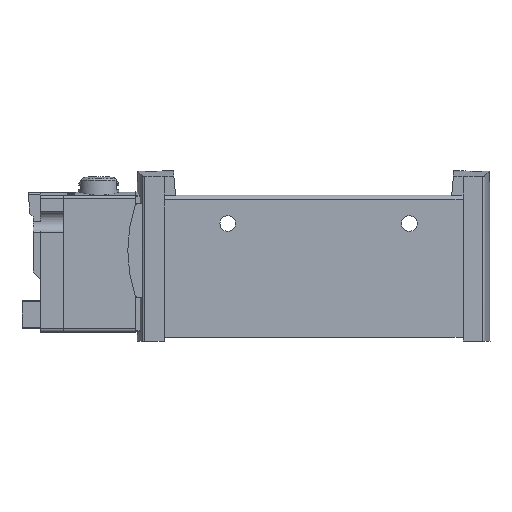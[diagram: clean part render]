
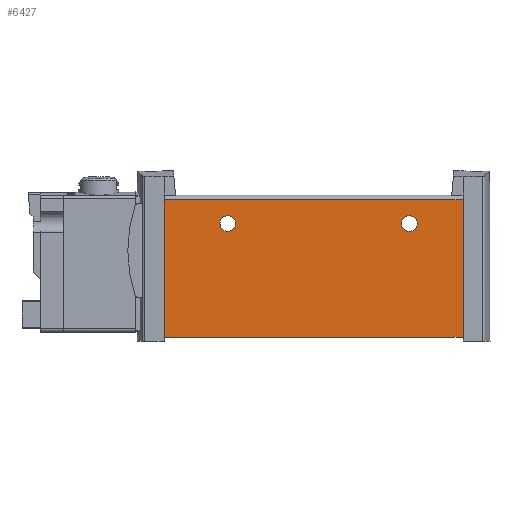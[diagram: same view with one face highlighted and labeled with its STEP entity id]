
A CAD part, top view. The second image highlights one B-rep face of the part: STEP entity #6427.
In plain terms, the highlighted planar face has unit normal (0, 0, 1).
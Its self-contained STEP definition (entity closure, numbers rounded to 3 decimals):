
#67=PLANE('',#6906);
#410=LINE('',#9854,#1092);
#413=LINE('',#9864,#1095);
#414=LINE('',#9866,#1096);
#415=LINE('',#9868,#1097);
#1092=VECTOR('',#7741,1000.);
#1095=VECTOR('',#7752,1000.);
#1096=VECTOR('',#7753,1000.);
#1097=VECTOR('',#7754,1000.);
#1739=CIRCLE('',#6907,1.6);
#1740=CIRCLE('',#6908,1.6);
#2179=ORIENTED_EDGE('',*,*,#4054,.F.);
#2180=ORIENTED_EDGE('',*,*,#4055,.F.);
#2181=ORIENTED_EDGE('',*,*,#4056,.T.);
#2182=ORIENTED_EDGE('',*,*,#4057,.F.);
#2183=ORIENTED_EDGE('',*,*,#4058,.F.);
#2184=ORIENTED_EDGE('',*,*,#4050,.T.);
#4050=EDGE_CURVE('',#4980,#4979,#410,.T.);
#4054=EDGE_CURVE('',#4981,#4981,#1739,.T.);
#4055=EDGE_CURVE('',#4982,#4982,#1740,.T.);
#4056=EDGE_CURVE('',#4979,#4983,#413,.T.);
#4057=EDGE_CURVE('',#4984,#4983,#414,.T.);
#4058=EDGE_CURVE('',#4980,#4984,#415,.T.);
#4979=VERTEX_POINT('',#9853);
#4980=VERTEX_POINT('',#9855);
#4981=VERTEX_POINT('',#9861);
#4982=VERTEX_POINT('',#9863);
#4983=VERTEX_POINT('',#9865);
#4984=VERTEX_POINT('',#9867);
#5505=EDGE_LOOP('',(#2179));
#5506=EDGE_LOOP('',(#2180));
#5507=EDGE_LOOP('',(#2181,#2182,#2183,#2184));
#5930=FACE_BOUND('',#5505,.T.);
#5931=FACE_BOUND('',#5506,.T.);
#5932=FACE_BOUND('',#5507,.T.);
#6427=ADVANCED_FACE('',(#5930,#5931,#5932),#67,.F.);
#6906=AXIS2_PLACEMENT_3D('',#9859,#7746,#7747);
#6907=AXIS2_PLACEMENT_3D('',#9860,#7748,#7749);
#6908=AXIS2_PLACEMENT_3D('',#9862,#7750,#7751);
#7741=DIRECTION('',(-1.,0.,0.));
#7746=DIRECTION('',(0.,0.,-1.));
#7747=DIRECTION('',(-1.,0.,0.));
#7748=DIRECTION('',(0.,0.,1.));
#7749=DIRECTION('',(1.,0.,0.));
#7750=DIRECTION('',(0.,0.,1.));
#7751=DIRECTION('',(1.,0.,0.));
#7752=DIRECTION('',(0.,-1.,0.));
#7753=DIRECTION('',(-1.,0.,0.));
#7754=DIRECTION('',(0.,-1.,0.));
#9853=CARTESIAN_POINT('',(-30.45,28.,7.2));
#9854=CARTESIAN_POINT('',(30.45,28.,7.2));
#9855=CARTESIAN_POINT('',(30.45,28.,7.2));
#9859=CARTESIAN_POINT('',(30.45,28.,7.2));
#9860=CARTESIAN_POINT('',(-17.5,23.2,7.2));
#9861=CARTESIAN_POINT('',(-15.9,23.2,7.2));
#9862=CARTESIAN_POINT('',(19.5,23.2,7.2));
#9863=CARTESIAN_POINT('',(21.1,23.2,7.2));
#9864=CARTESIAN_POINT('',(-30.45,28.,7.2));
#9865=CARTESIAN_POINT('',(-30.45,0.,7.2));
#9866=CARTESIAN_POINT('',(30.45,0.,7.2));
#9867=CARTESIAN_POINT('',(30.45,0.,7.2));
#9868=CARTESIAN_POINT('',(30.45,28.,7.2));
